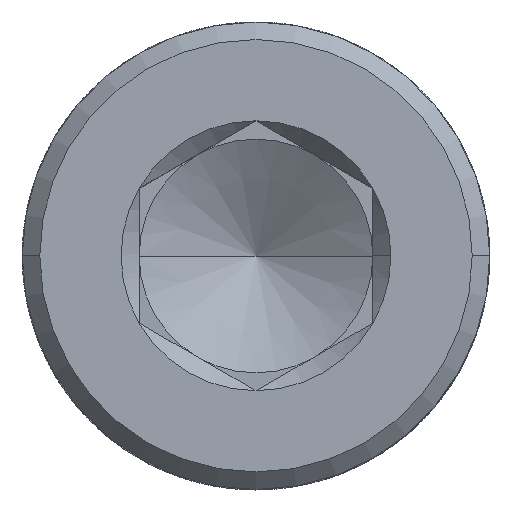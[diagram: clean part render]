
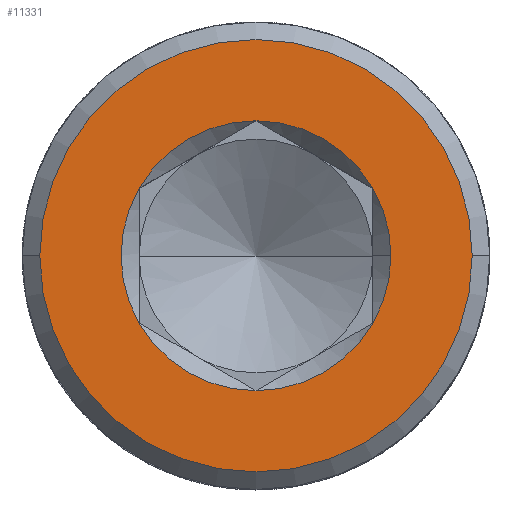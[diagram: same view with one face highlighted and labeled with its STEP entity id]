
A CAD part, top view. The second image highlights one B-rep face of the part: STEP entity #11331.
In plain terms, the highlighted planar face has unit normal (0, 0, 1).
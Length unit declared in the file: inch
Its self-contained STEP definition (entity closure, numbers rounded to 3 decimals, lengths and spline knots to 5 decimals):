
#137 = CARTESIAN_POINT ( 'NONE',  ( 0., 0., 1. ) ) ;
#304 = VERTEX_POINT ( 'NONE', #10288 ) ;
#647 = EDGE_CURVE ( 'NONE', #304, #2737, #3793, .T. ) ;
#775 = VERTEX_POINT ( 'NONE', #1028 ) ;
#869 = DIRECTION ( 'NONE',  ( 1., 0., 0. ) ) ;
#952 = DIRECTION ( 'NONE',  ( 0., 0., 1. ) ) ;
#1028 = CARTESIAN_POINT ( 'NONE',  ( 0., 0.10825, 1. ) ) ;
#1153 = CIRCLE ( 'NONE', #7404, 0.10825 ) ;
#1257 = CARTESIAN_POINT ( 'NONE',  ( 0., 0., 1. ) ) ;
#1411 = DIRECTION ( 'NONE',  ( 0., 0., -1. ) ) ;
#1459 = CARTESIAN_POINT ( 'NONE',  ( 0., 0., 1. ) ) ;
#1555 = ORIENTED_EDGE ( 'NONE', *, *, #8188, .F. ) ;
#1741 = CARTESIAN_POINT ( 'NONE',  ( -0.09375, -0.05413, 1. ) ) ;
#1979 = AXIS2_PLACEMENT_3D ( 'NONE', #137, #9911, #4034 ) ;
#1982 = CARTESIAN_POINT ( 'NONE',  ( 0., 0., 1. ) ) ;
#2296 = DIRECTION ( 'NONE',  ( 0., 0., 1. ) ) ;
#2491 = CIRCLE ( 'NONE', #7673, 0.10825 ) ;
#2689 = ORIENTED_EDGE ( 'NONE', *, *, #7605, .T. ) ;
#2737 = VERTEX_POINT ( 'NONE', #8646 ) ;
#2813 = CARTESIAN_POINT ( 'NONE',  ( 0., 0., 1. ) ) ;
#3299 = CARTESIAN_POINT ( 'NONE',  ( 0., 0., 1. ) ) ;
#3483 = VERTEX_POINT ( 'NONE', #10877 ) ;
#3730 = DIRECTION ( 'NONE',  ( 1., 0., 0. ) ) ;
#3750 = CARTESIAN_POINT ( 'NONE',  ( 0., 0., 1. ) ) ;
#3793 = CIRCLE ( 'NONE', #7796, 0.10825 ) ;
#4034 = DIRECTION ( 'NONE',  ( 1., 0., 0. ) ) ;
#4078 = DIRECTION ( 'NONE',  ( 1., 0., 0. ) ) ;
#4297 = CIRCLE ( 'NONE', #1979, 0.17344 ) ;
#4494 = CIRCLE ( 'NONE', #9794, 0.17344 ) ;
#4615 = VERTEX_POINT ( 'NONE', #9329 ) ;
#4616 = VERTEX_POINT ( 'NONE', #12283 ) ;
#4888 = ORIENTED_EDGE ( 'NONE', *, *, #647, .F. ) ;
#4993 = FACE_OUTER_BOUND ( 'NONE', #10233, .T. ) ;
#5017 = AXIS2_PLACEMENT_3D ( 'NONE', #2813, #6762, #869 ) ;
#5239 = CARTESIAN_POINT ( 'NONE',  ( 0.09375, 0.05413, 1. ) ) ;
#5279 = DIRECTION ( 'NONE',  ( 0., 0., 1. ) ) ;
#5452 = VERTEX_POINT ( 'NONE', #1741 ) ;
#5481 = EDGE_CURVE ( 'NONE', #775, #4616, #7557, .T. ) ;
#5545 = EDGE_CURVE ( 'NONE', #4615, #9096, #4297, .T. ) ;
#5707 = VERTEX_POINT ( 'NONE', #5239 ) ;
#5747 = EDGE_CURVE ( 'NONE', #5707, #775, #7705, .T. ) ;
#5857 = ORIENTED_EDGE ( 'NONE', *, *, #5545, .T. ) ;
#5975 = CIRCLE ( 'NONE', #6007, 0.10825 ) ;
#6007 = AXIS2_PLACEMENT_3D ( 'NONE', #6209, #2296, #9234 ) ;
#6029 = CIRCLE ( 'NONE', #11104, 0.10825 ) ;
#6154 = ORIENTED_EDGE ( 'NONE', *, *, #11110, .F. ) ;
#6209 = CARTESIAN_POINT ( 'NONE',  ( 0., 0., 1. ) ) ;
#6675 = CARTESIAN_POINT ( 'NONE',  ( 0., 0., 1. ) ) ;
#6762 = DIRECTION ( 'NONE',  ( 0., 0., 1. ) ) ;
#7112 = DIRECTION ( 'NONE',  ( 0., 0., 1. ) ) ;
#7404 = AXIS2_PLACEMENT_3D ( 'NONE', #1982, #8997, #10893 ) ;
#7423 = ORIENTED_EDGE ( 'NONE', *, *, #7954, .F. ) ;
#7557 = CIRCLE ( 'NONE', #5017, 0.10825 ) ;
#7605 = EDGE_CURVE ( 'NONE', #9096, #4615, #4494, .T. ) ;
#7673 = AXIS2_PLACEMENT_3D ( 'NONE', #1257, #7112, #4078 ) ;
#7705 = CIRCLE ( 'NONE', #8545, 0.10825 ) ;
#7796 = AXIS2_PLACEMENT_3D ( 'NONE', #3299, #9302, #8233 ) ;
#7954 = EDGE_CURVE ( 'NONE', #4616, #5452, #6029, .T. ) ;
#8188 = EDGE_CURVE ( 'NONE', #5452, #3483, #2491, .T. ) ;
#8233 = DIRECTION ( 'NONE',  ( 1., 0., 0. ) ) ;
#8269 = DIRECTION ( 'NONE',  ( 1., 0., 0. ) ) ;
#8545 = AXIS2_PLACEMENT_3D ( 'NONE', #1459, #5279, #8269 ) ;
#8608 = CARTESIAN_POINT ( 'NONE',  ( 0., 0.09375, 1. ) ) ;
#8646 = CARTESIAN_POINT ( 'NONE',  ( 0.10825, 0., 1. ) ) ;
#8680 = EDGE_LOOP ( 'NONE', ( #7423, #10791, #11795, #9004, #4888, #6154, #1555 ) ) ;
#8997 = DIRECTION ( 'NONE',  ( 0., 0., 1. ) ) ;
#9004 = ORIENTED_EDGE ( 'NONE', *, *, #10303, .F. ) ;
#9096 = VERTEX_POINT ( 'NONE', #9429 ) ;
#9234 = DIRECTION ( 'NONE',  ( 1., 0., 0. ) ) ;
#9302 = DIRECTION ( 'NONE',  ( 0., 0., 1. ) ) ;
#9329 = CARTESIAN_POINT ( 'NONE',  ( -0.17344, 0., 1. ) ) ;
#9429 = CARTESIAN_POINT ( 'NONE',  ( 0.17344, 0., 1. ) ) ;
#9794 = AXIS2_PLACEMENT_3D ( 'NONE', #6675, #952, #3730 ) ;
#9911 = DIRECTION ( 'NONE',  ( 0., 0., 1. ) ) ;
#10233 = EDGE_LOOP ( 'NONE', ( #5857, #2689 ) ) ;
#10288 = CARTESIAN_POINT ( 'NONE',  ( 0.09375, -0.05413, 1. ) ) ;
#10292 = PLANE ( 'NONE',  #11664 ) ;
#10303 = EDGE_CURVE ( 'NONE', #2737, #5707, #5975, .T. ) ;
#10791 = ORIENTED_EDGE ( 'NONE', *, *, #5481, .F. ) ;
#10877 = CARTESIAN_POINT ( 'NONE',  ( 0., -0.10825, 1. ) ) ;
#10893 = DIRECTION ( 'NONE',  ( 1., 0., 0. ) ) ;
#11104 = AXIS2_PLACEMENT_3D ( 'NONE', #3750, #12448, #11512 ) ;
#11110 = EDGE_CURVE ( 'NONE', #3483, #304, #1153, .T. ) ;
#11331 = ADVANCED_FACE ( 'NONE', ( #12171, #4993 ), #10292, .F. ) ;
#11512 = DIRECTION ( 'NONE',  ( 1., 0., 0. ) ) ;
#11664 = AXIS2_PLACEMENT_3D ( 'NONE', #8608, #1411, #12274 ) ;
#11795 = ORIENTED_EDGE ( 'NONE', *, *, #5747, .F. ) ;
#12171 = FACE_BOUND ( 'NONE', #8680, .T. ) ;
#12274 = DIRECTION ( 'NONE',  ( -1., 0., 0. ) ) ;
#12283 = CARTESIAN_POINT ( 'NONE',  ( -0.09375, 0.05413, 1. ) ) ;
#12448 = DIRECTION ( 'NONE',  ( 0., 0., 1. ) ) ;
